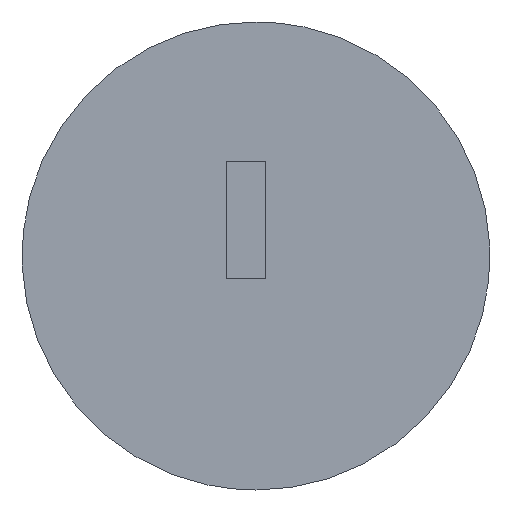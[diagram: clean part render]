
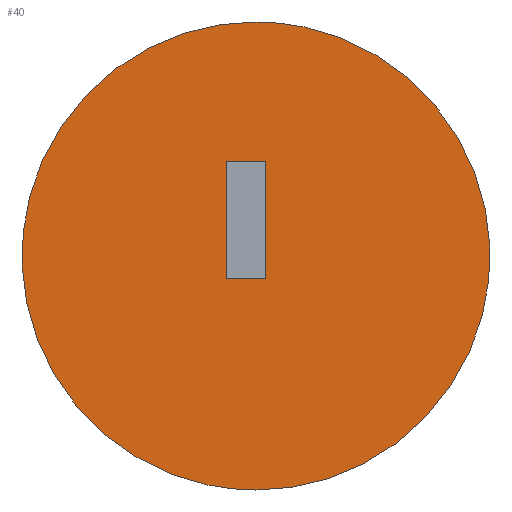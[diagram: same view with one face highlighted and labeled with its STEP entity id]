
A CAD part, left-side view. The second image highlights one B-rep face of the part: STEP entity #40.
In plain terms, the highlighted planar face has unit normal (-1, 0, 0).
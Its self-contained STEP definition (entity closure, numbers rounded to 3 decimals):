
#13=(
BOUNDED_CURVE()
B_SPLINE_CURVE(2,(#439,#440,#441,#442,#443),.UNSPECIFIED.,.F.,.F.)
B_SPLINE_CURVE_WITH_KNOTS((3,2,3),(0.,2.827,5.655),
 .UNSPECIFIED.)
CURVE()
GEOMETRIC_REPRESENTATION_ITEM()
RATIONAL_B_SPLINE_CURVE((1.,0.707,1.,0.707,1.))
REPRESENTATION_ITEM('')
);
#16=(
BOUNDED_CURVE()
B_SPLINE_CURVE(2,(#451,#452,#453,#454,#455),.UNSPECIFIED.,.F.,.F.)
B_SPLINE_CURVE_WITH_KNOTS((3,2,3),(5.655,8.482,11.31),
 .UNSPECIFIED.)
CURVE()
GEOMETRIC_REPRESENTATION_ITEM()
RATIONAL_B_SPLINE_CURVE((1.,0.707,1.,0.707,1.))
REPRESENTATION_ITEM('')
);
#40=ADVANCED_FACE('',(#56),#221,.T.);
#56=FACE_OUTER_BOUND('',#72,.T.);
#72=EDGE_LOOP('',(#128,#129));
#128=ORIENTED_EDGE('',*,*,#160,.T.);
#129=ORIENTED_EDGE('',*,*,#163,.T.);
#160=EDGE_CURVE('',#205,#207,#13,.T.);
#163=EDGE_CURVE('',#207,#205,#16,.T.);
#205=VERTEX_POINT('',#429);
#207=VERTEX_POINT('',#431);
#221=PLANE('',#324);
#324=AXIS2_PLACEMENT_3D('',#426,#343,$);
#343=DIRECTION('',(-1.,0.,0.));
#426=CARTESIAN_POINT('',(4.04,-2.174,-2.076));
#429=CARTESIAN_POINT('',(4.04,0.076,1.974));
#431=CARTESIAN_POINT('',(4.04,0.076,-1.626));
#439=CARTESIAN_POINT('',(4.04,0.076,1.974));
#440=CARTESIAN_POINT('',(4.04,1.876,1.974));
#441=CARTESIAN_POINT('',(4.04,1.876,0.174));
#442=CARTESIAN_POINT('',(4.04,1.876,-1.626));
#443=CARTESIAN_POINT('',(4.04,0.076,-1.626));
#451=CARTESIAN_POINT('',(4.04,0.076,-1.626));
#452=CARTESIAN_POINT('',(4.04,-1.724,-1.626));
#453=CARTESIAN_POINT('',(4.04,-1.724,0.174));
#454=CARTESIAN_POINT('',(4.04,-1.724,1.974));
#455=CARTESIAN_POINT('',(4.04,0.076,1.974));
